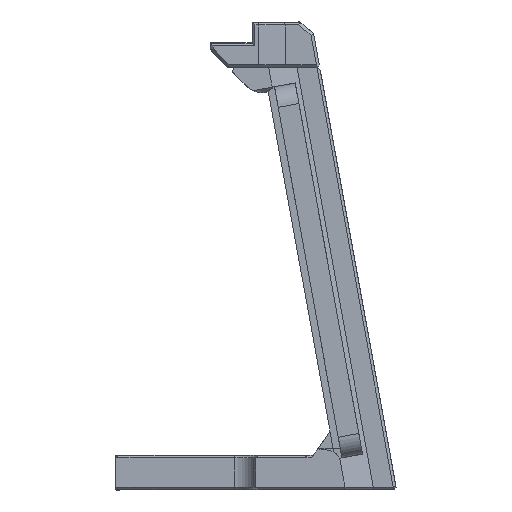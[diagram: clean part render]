
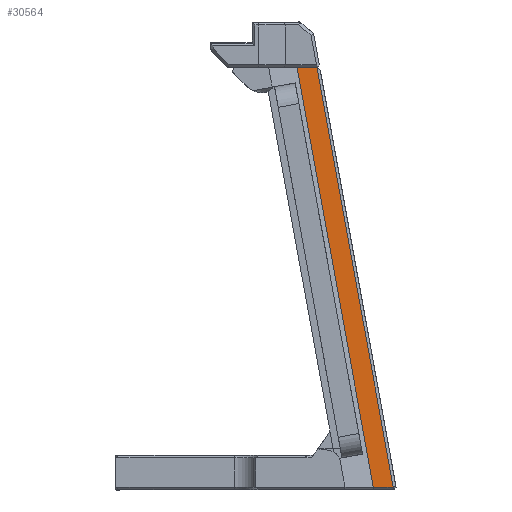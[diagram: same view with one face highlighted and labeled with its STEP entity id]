
A CAD part, left-side view. The second image highlights one B-rep face of the part: STEP entity #30564.
In plain terms, the highlighted planar face has unit normal (-1, 0, 0).
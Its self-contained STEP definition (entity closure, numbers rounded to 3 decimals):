
#2336=FACE_OUTER_BOUND('',#4178,.T.);
#4178=EDGE_LOOP('',(#20792,#20793,#20794,#20795));
#6300=LINE('',#45639,#9666);
#6310=LINE('',#45659,#9676);
#6314=LINE('',#45667,#9680);
#6315=LINE('',#45668,#9681);
#9666=VECTOR('',#36165,10.);
#9676=VECTOR('',#36183,10.);
#9680=VECTOR('',#36189,10.);
#9681=VECTOR('',#36190,10.);
#13063=VERTEX_POINT('',#45636);
#13064=VERTEX_POINT('',#45638);
#13070=VERTEX_POINT('',#45658);
#13073=VERTEX_POINT('',#45666);
#15952=EDGE_CURVE('',#13063,#13064,#6300,.T.);
#15962=EDGE_CURVE('',#13064,#13070,#6310,.T.);
#15966=EDGE_CURVE('',#13063,#13073,#6314,.T.);
#15967=EDGE_CURVE('',#13073,#13070,#6315,.T.);
#20792=ORIENTED_EDGE('',*,*,#15952,.F.);
#20793=ORIENTED_EDGE('',*,*,#15966,.T.);
#20794=ORIENTED_EDGE('',*,*,#15967,.T.);
#20795=ORIENTED_EDGE('',*,*,#15962,.F.);
#29415=PLANE('',#32660);
#30564=ADVANCED_FACE('',(#2336),#29415,.F.);
#32660=AXIS2_PLACEMENT_3D('',#45665,#36187,#36188);
#36165=DIRECTION('',(0.,-0.179,-0.984));
#36183=DIRECTION('',(0.,1.,0.));
#36187=DIRECTION('center_axis',(1.,0.,0.));
#36188=DIRECTION('ref_axis',(0.,-1.,0.));
#36189=DIRECTION('',(0.,1.,0.));
#36190=DIRECTION('',(0.,-0.179,-0.984));
#45636=CARTESIAN_POINT('',(-182.595,-239.007,65.59));
#45638=CARTESIAN_POINT('',(-182.595,-249.934,5.49));
#45639=CARTESIAN_POINT('',(-182.595,-249.806,6.196));
#45658=CARTESIAN_POINT('',(-182.595,-247.088,5.49));
#45659=CARTESIAN_POINT('',(-182.595,-135.732,5.49));
#45665=CARTESIAN_POINT('Origin',(-182.595,-246.232,5.729));
#45666=CARTESIAN_POINT('',(-182.595,-236.161,65.59));
#45667=CARTESIAN_POINT('',(-182.595,-238.262,65.59));
#45668=CARTESIAN_POINT('',(-182.595,-243.979,22.591));
